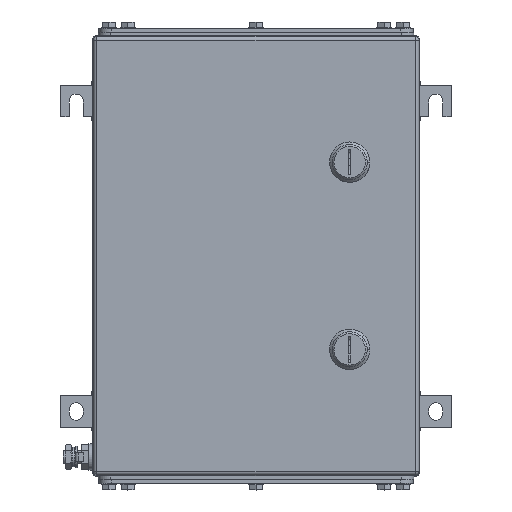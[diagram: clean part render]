
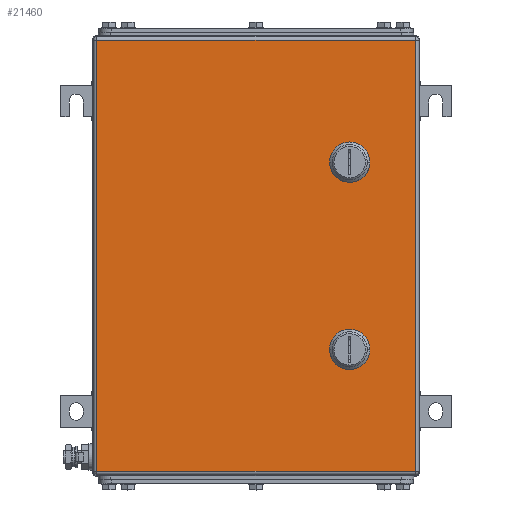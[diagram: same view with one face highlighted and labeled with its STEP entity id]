
A CAD part, top view. The second image highlights one B-rep face of the part: STEP entity #21460.
In plain terms, the highlighted planar face has unit normal (0, 0, 1).
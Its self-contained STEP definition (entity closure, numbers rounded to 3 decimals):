
#21274=AXIS2_PLACEMENT_3D('Circle Axis2P3D',#21272,#21273,$) ;
#21301=AXIS2_PLACEMENT_3D('Plane Axis2P3D',#21298,#21299,#21300) ;
#21346=AXIS2_PLACEMENT_3D('Circle Axis2P3D',#21344,#21345,$) ;
#21360=AXIS2_PLACEMENT_3D('Circle Axis2P3D',#21358,#21359,$) ;
#21374=AXIS2_PLACEMENT_3D('Circle Axis2P3D',#21372,#21373,$) ;
#21396=AXIS2_PLACEMENT_3D('Circle Axis2P3D',#21394,#21395,$) ;
#21412=AXIS2_PLACEMENT_3D('Circle Axis2P3D',#21410,#21411,$) ;
#21426=AXIS2_PLACEMENT_3D('Circle Axis2P3D',#21424,#21425,$) ;
#21440=AXIS2_PLACEMENT_3D('Circle Axis2P3D',#21438,#21439,$) ;
#21269=CARTESIAN_POINT('Vertex',(235.056,250.45,203.5)) ;
#21272=CARTESIAN_POINT('Axis2P3D Location',(230.,260.5,203.5)) ;
#21276=CARTESIAN_POINT('Vertex',(240.05,255.444,203.5)) ;
#21298=CARTESIAN_POINT('Axis2P3D Location',(155.5,186.,203.5)) ;
#21303=CARTESIAN_POINT('Line Origine',(155.5,357.5,203.5)) ;
#21307=CARTESIAN_POINT('Vertex',(282.,357.5,203.5)) ;
#21309=CARTESIAN_POINT('Vertex',(29.,357.5,203.5)) ;
#21312=CARTESIAN_POINT('Line Origine',(29.,186.,203.5)) ;
#21316=CARTESIAN_POINT('Vertex',(29.,14.5,203.5)) ;
#21319=CARTESIAN_POINT('Line Origine',(155.5,14.5,203.5)) ;
#21323=CARTESIAN_POINT('Vertex',(282.,14.5,203.5)) ;
#21326=CARTESIAN_POINT('Line Origine',(282.,186.,203.5)) ;
#21337=CARTESIAN_POINT('Line Origine',(230.,250.45,203.5)) ;
#21341=CARTESIAN_POINT('Vertex',(224.944,250.45,203.5)) ;
#21344=CARTESIAN_POINT('Axis2P3D Location',(230.,260.5,203.5)) ;
#21348=CARTESIAN_POINT('Vertex',(219.95,255.444,203.5)) ;
#21351=CARTESIAN_POINT('Line Origine',(219.95,260.5,203.5)) ;
#21355=CARTESIAN_POINT('Vertex',(219.95,265.556,203.5)) ;
#21358=CARTESIAN_POINT('Axis2P3D Location',(230.,260.5,203.5)) ;
#21362=CARTESIAN_POINT('Vertex',(224.944,270.55,203.5)) ;
#21365=CARTESIAN_POINT('Line Origine',(230.,270.55,203.5)) ;
#21369=CARTESIAN_POINT('Vertex',(235.056,270.55,203.5)) ;
#21372=CARTESIAN_POINT('Axis2P3D Location',(230.,260.5,203.5)) ;
#21376=CARTESIAN_POINT('Vertex',(240.05,265.556,203.5)) ;
#21379=CARTESIAN_POINT('Line Origine',(240.05,260.5,203.5)) ;
#21394=CARTESIAN_POINT('Axis2P3D Location',(230.,111.5,203.5)) ;
#21398=CARTESIAN_POINT('Vertex',(235.056,101.45,203.5)) ;
#21400=CARTESIAN_POINT('Vertex',(240.05,106.444,203.5)) ;
#21403=CARTESIAN_POINT('Line Origine',(230.,101.45,203.5)) ;
#21407=CARTESIAN_POINT('Vertex',(224.944,101.45,203.5)) ;
#21410=CARTESIAN_POINT('Axis2P3D Location',(230.,111.5,203.5)) ;
#21414=CARTESIAN_POINT('Vertex',(219.95,106.444,203.5)) ;
#21417=CARTESIAN_POINT('Line Origine',(219.95,111.5,203.5)) ;
#21421=CARTESIAN_POINT('Vertex',(219.95,116.556,203.5)) ;
#21424=CARTESIAN_POINT('Axis2P3D Location',(230.,111.5,203.5)) ;
#21428=CARTESIAN_POINT('Vertex',(224.944,121.55,203.5)) ;
#21431=CARTESIAN_POINT('Line Origine',(230.,121.55,203.5)) ;
#21435=CARTESIAN_POINT('Vertex',(235.056,121.55,203.5)) ;
#21438=CARTESIAN_POINT('Axis2P3D Location',(230.,111.5,203.5)) ;
#21442=CARTESIAN_POINT('Vertex',(240.05,116.556,203.5)) ;
#21445=CARTESIAN_POINT('Line Origine',(240.05,111.5,203.5)) ;
#21273=DIRECTION('Axis2P3D Direction',(0.,0.,1.)) ;
#21299=DIRECTION('Axis2P3D Direction',(0.,0.,1.)) ;
#21300=DIRECTION('Axis2P3D XDirection',(1.,0.,0.)) ;
#21304=DIRECTION('Vector Direction',(1.,0.,0.)) ;
#21313=DIRECTION('Vector Direction',(0.,-1.,0.)) ;
#21320=DIRECTION('Vector Direction',(1.,0.,0.)) ;
#21327=DIRECTION('Vector Direction',(0.,1.,0.)) ;
#21338=DIRECTION('Vector Direction',(1.,0.,0.)) ;
#21345=DIRECTION('Axis2P3D Direction',(0.,0.,1.)) ;
#21352=DIRECTION('Vector Direction',(0.,1.,0.)) ;
#21359=DIRECTION('Axis2P3D Direction',(0.,0.,1.)) ;
#21366=DIRECTION('Vector Direction',(1.,0.,0.)) ;
#21373=DIRECTION('Axis2P3D Direction',(0.,0.,1.)) ;
#21380=DIRECTION('Vector Direction',(0.,-1.,0.)) ;
#21395=DIRECTION('Axis2P3D Direction',(0.,0.,1.)) ;
#21404=DIRECTION('Vector Direction',(1.,0.,0.)) ;
#21411=DIRECTION('Axis2P3D Direction',(0.,0.,1.)) ;
#21418=DIRECTION('Vector Direction',(0.,1.,0.)) ;
#21425=DIRECTION('Axis2P3D Direction',(0.,0.,1.)) ;
#21432=DIRECTION('Vector Direction',(1.,0.,0.)) ;
#21439=DIRECTION('Axis2P3D Direction',(0.,0.,1.)) ;
#21446=DIRECTION('Vector Direction',(0.,-1.,0.)) ;
#21305=VECTOR('Line Direction',#21304,1.) ;
#21314=VECTOR('Line Direction',#21313,1.) ;
#21321=VECTOR('Line Direction',#21320,1.) ;
#21328=VECTOR('Line Direction',#21327,1.) ;
#21339=VECTOR('Line Direction',#21338,1.) ;
#21353=VECTOR('Line Direction',#21352,1.) ;
#21367=VECTOR('Line Direction',#21366,1.) ;
#21381=VECTOR('Line Direction',#21380,1.) ;
#21405=VECTOR('Line Direction',#21404,1.) ;
#21419=VECTOR('Line Direction',#21418,1.) ;
#21433=VECTOR('Line Direction',#21432,1.) ;
#21447=VECTOR('Line Direction',#21446,1.) ;
#21332=ORIENTED_EDGE('',*,*,#21311,.T.) ;
#21333=ORIENTED_EDGE('',*,*,#21318,.T.) ;
#21334=ORIENTED_EDGE('',*,*,#21325,.T.) ;
#21335=ORIENTED_EDGE('',*,*,#21330,.T.) ;
#21385=ORIENTED_EDGE('',*,*,#21343,.F.) ;
#21386=ORIENTED_EDGE('',*,*,#21350,.F.) ;
#21387=ORIENTED_EDGE('',*,*,#21357,.T.) ;
#21388=ORIENTED_EDGE('',*,*,#21364,.F.) ;
#21389=ORIENTED_EDGE('',*,*,#21371,.T.) ;
#21390=ORIENTED_EDGE('',*,*,#21378,.F.) ;
#21391=ORIENTED_EDGE('',*,*,#21383,.T.) ;
#21392=ORIENTED_EDGE('',*,*,#21278,.F.) ;
#21451=ORIENTED_EDGE('',*,*,#21402,.F.) ;
#21452=ORIENTED_EDGE('',*,*,#21409,.F.) ;
#21453=ORIENTED_EDGE('',*,*,#21416,.F.) ;
#21454=ORIENTED_EDGE('',*,*,#21423,.T.) ;
#21455=ORIENTED_EDGE('',*,*,#21430,.F.) ;
#21456=ORIENTED_EDGE('',*,*,#21437,.T.) ;
#21457=ORIENTED_EDGE('',*,*,#21444,.F.) ;
#21458=ORIENTED_EDGE('',*,*,#21449,.T.) ;
#21393=FACE_BOUND('',#21384,.T.) ;
#21459=FACE_BOUND('',#21450,.T.) ;
#21460=ADVANCED_FACE('ZUB_KTB_QL_352620_2GP_AllCATPart.1\\ZUB_DE_KTB_QL.1\\DE_KTB_MH_PART_MASTER.1\\Koerper.2',(#21336,#21393,#21459),#21302,.T.) ;
#21275=CIRCLE('generated circle',#21274,11.25) ;
#21347=CIRCLE('generated circle',#21346,11.25) ;
#21361=CIRCLE('generated circle',#21360,11.25) ;
#21375=CIRCLE('generated circle',#21374,11.25) ;
#21397=CIRCLE('generated circle',#21396,11.25) ;
#21413=CIRCLE('generated circle',#21412,11.25) ;
#21427=CIRCLE('generated circle',#21426,11.25) ;
#21441=CIRCLE('generated circle',#21440,11.25) ;
#21278=EDGE_CURVE('',#21270,#21277,#21275,.T.) ;
#21311=EDGE_CURVE('',#21308,#21310,#21306,.F.) ;
#21318=EDGE_CURVE('',#21310,#21317,#21315,.T.) ;
#21325=EDGE_CURVE('',#21317,#21324,#21322,.T.) ;
#21330=EDGE_CURVE('',#21324,#21308,#21329,.T.) ;
#21343=EDGE_CURVE('',#21342,#21270,#21340,.T.) ;
#21350=EDGE_CURVE('',#21349,#21342,#21347,.T.) ;
#21357=EDGE_CURVE('',#21349,#21356,#21354,.T.) ;
#21364=EDGE_CURVE('',#21363,#21356,#21361,.T.) ;
#21371=EDGE_CURVE('',#21363,#21370,#21368,.T.) ;
#21378=EDGE_CURVE('',#21377,#21370,#21375,.T.) ;
#21383=EDGE_CURVE('',#21377,#21277,#21382,.T.) ;
#21402=EDGE_CURVE('',#21399,#21401,#21397,.T.) ;
#21409=EDGE_CURVE('',#21408,#21399,#21406,.T.) ;
#21416=EDGE_CURVE('',#21415,#21408,#21413,.T.) ;
#21423=EDGE_CURVE('',#21415,#21422,#21420,.T.) ;
#21430=EDGE_CURVE('',#21429,#21422,#21427,.T.) ;
#21437=EDGE_CURVE('',#21429,#21436,#21434,.T.) ;
#21444=EDGE_CURVE('',#21443,#21436,#21441,.T.) ;
#21449=EDGE_CURVE('',#21443,#21401,#21448,.T.) ;
#21331=EDGE_LOOP('',(#21332,#21333,#21334,#21335)) ;
#21384=EDGE_LOOP('',(#21385,#21386,#21387,#21388,#21389,#21390,#21391,#21392)) ;
#21450=EDGE_LOOP('',(#21451,#21452,#21453,#21454,#21455,#21456,#21457,#21458)) ;
#21336=FACE_OUTER_BOUND('',#21331,.T.) ;
#21306=LINE('Line',#21303,#21305) ;
#21315=LINE('Line',#21312,#21314) ;
#21322=LINE('Line',#21319,#21321) ;
#21329=LINE('Line',#21326,#21328) ;
#21340=LINE('Line',#21337,#21339) ;
#21354=LINE('Line',#21351,#21353) ;
#21368=LINE('Line',#21365,#21367) ;
#21382=LINE('Line',#21379,#21381) ;
#21406=LINE('Line',#21403,#21405) ;
#21420=LINE('Line',#21417,#21419) ;
#21434=LINE('Line',#21431,#21433) ;
#21448=LINE('Line',#21445,#21447) ;
#21302=PLANE('',#21301) ;
#21270=VERTEX_POINT('',#21269) ;
#21277=VERTEX_POINT('',#21276) ;
#21308=VERTEX_POINT('',#21307) ;
#21310=VERTEX_POINT('',#21309) ;
#21317=VERTEX_POINT('',#21316) ;
#21324=VERTEX_POINT('',#21323) ;
#21342=VERTEX_POINT('',#21341) ;
#21349=VERTEX_POINT('',#21348) ;
#21356=VERTEX_POINT('',#21355) ;
#21363=VERTEX_POINT('',#21362) ;
#21370=VERTEX_POINT('',#21369) ;
#21377=VERTEX_POINT('',#21376) ;
#21399=VERTEX_POINT('',#21398) ;
#21401=VERTEX_POINT('',#21400) ;
#21408=VERTEX_POINT('',#21407) ;
#21415=VERTEX_POINT('',#21414) ;
#21422=VERTEX_POINT('',#21421) ;
#21429=VERTEX_POINT('',#21428) ;
#21436=VERTEX_POINT('',#21435) ;
#21443=VERTEX_POINT('',#21442) ;
